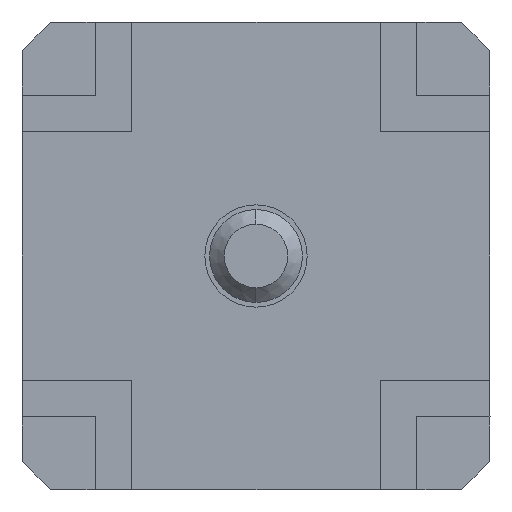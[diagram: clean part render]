
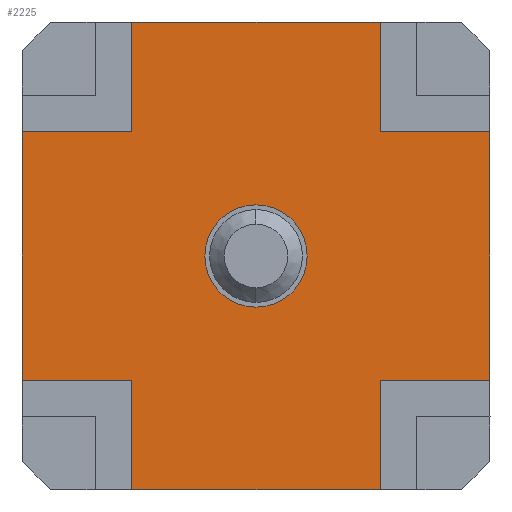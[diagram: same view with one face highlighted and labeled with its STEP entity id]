
A CAD part, front view. The second image highlights one B-rep face of the part: STEP entity #2225.
In plain terms, the highlighted planar face has unit normal (0, -1, 0).
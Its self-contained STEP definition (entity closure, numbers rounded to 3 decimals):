
#9 = VECTOR ( 'NONE', #2735, 1000. ) ;
#13 = CARTESIAN_POINT ( 'NONE',  ( 1.7, 0.5, -1.7 ) ) ;
#23 = EDGE_LOOP ( 'NONE', ( #1920, #1603, #3299, #1341, #2619, #2428, #1662, #1853, #1251, #808, #974, #1939 ) ) ;
#44 = CIRCLE ( 'NONE', #2791, 0.7 ) ;
#71 = PLANE ( 'NONE',  #454 ) ;
#81 = DIRECTION ( 'NONE',  ( 0., 0., 1. ) ) ;
#83 = EDGE_CURVE ( 'NONE', #3345, #637, #2726, .T. ) ;
#239 = VERTEX_POINT ( 'NONE', #3010 ) ;
#283 = CARTESIAN_POINT ( 'NONE',  ( -1.7, 0.5, -1.7 ) ) ;
#284 = VECTOR ( 'NONE', #939, 1000. ) ;
#307 = DIRECTION ( 'NONE',  ( 0., -1., 0. ) ) ;
#330 = CARTESIAN_POINT ( 'NONE',  ( -3.2, 0.5, 1.7 ) ) ;
#345 = CARTESIAN_POINT ( 'NONE',  ( 0., 0.5, 0. ) ) ;
#346 = CARTESIAN_POINT ( 'NONE',  ( -1.7, 0.5, 1.7 ) ) ;
#371 = EDGE_CURVE ( 'NONE', #1700, #3345, #2594, .T. ) ;
#383 = VECTOR ( 'NONE', #1886, 1000. ) ;
#425 = LINE ( 'NONE', #2944, #2412 ) ;
#436 = CARTESIAN_POINT ( 'NONE',  ( 1.7, 0.5, 1.7 ) ) ;
#454 = AXIS2_PLACEMENT_3D ( 'NONE', #2439, #1399, #580 ) ;
#477 = CARTESIAN_POINT ( 'NONE',  ( -1.7, 0.5, 3.2 ) ) ;
#512 = CARTESIAN_POINT ( 'NONE',  ( 1.7, 0.5, -1.7 ) ) ;
#554 = DIRECTION ( 'NONE',  ( -1., 0., 0. ) ) ;
#580 = DIRECTION ( 'NONE',  ( 0., 0., -1. ) ) ;
#581 = VERTEX_POINT ( 'NONE', #730 ) ;
#604 = CARTESIAN_POINT ( 'NONE',  ( -1.7, 0.5, -1.7 ) ) ;
#637 = VERTEX_POINT ( 'NONE', #13 ) ;
#706 = EDGE_CURVE ( 'NONE', #929, #581, #1513, .T. ) ;
#730 = CARTESIAN_POINT ( 'NONE',  ( 1.7, 0.5, 1.7 ) ) ;
#732 = VECTOR ( 'NONE', #1355, 1000. ) ;
#756 = VERTEX_POINT ( 'NONE', #845 ) ;
#764 = EDGE_LOOP ( 'NONE', ( #2848, #2191 ) ) ;
#782 = EDGE_CURVE ( 'NONE', #3327, #2251, #2437, .T. ) ;
#808 = ORIENTED_EDGE ( 'NONE', *, *, #1884, .T. ) ;
#821 = EDGE_CURVE ( 'NONE', #756, #2947, #44, .T. ) ;
#845 = CARTESIAN_POINT ( 'NONE',  ( 0., 0.5, 0.7 ) ) ;
#913 = FACE_BOUND ( 'NONE', #764, .T. ) ;
#929 = VERTEX_POINT ( 'NONE', #1149 ) ;
#939 = DIRECTION ( 'NONE',  ( 0., 0., 1. ) ) ;
#974 = ORIENTED_EDGE ( 'NONE', *, *, #371, .T. ) ;
#997 = LINE ( 'NONE', #2731, #1480 ) ;
#1066 = LINE ( 'NONE', #1324, #3279 ) ;
#1071 = VECTOR ( 'NONE', #1549, 1000. ) ;
#1107 = EDGE_CURVE ( 'NONE', #581, #2544, #1508, .T. ) ;
#1149 = CARTESIAN_POINT ( 'NONE',  ( 3.2, 0.5, 1.7 ) ) ;
#1184 = DIRECTION ( 'NONE',  ( 0., 0., -1. ) ) ;
#1238 = EDGE_CURVE ( 'NONE', #239, #3327, #2935, .T. ) ;
#1251 = ORIENTED_EDGE ( 'NONE', *, *, #1431, .T. ) ;
#1263 = DIRECTION ( 'NONE',  ( 1., 0., 0. ) ) ;
#1324 = CARTESIAN_POINT ( 'NONE',  ( 1.7, 0.5, 3.2 ) ) ;
#1338 = VERTEX_POINT ( 'NONE', #283 ) ;
#1341 = ORIENTED_EDGE ( 'NONE', *, *, #1107, .T. ) ;
#1355 = DIRECTION ( 'NONE',  ( -1., 0., 0. ) ) ;
#1365 = CARTESIAN_POINT ( 'NONE',  ( -1.7, 0.5, 1.7 ) ) ;
#1399 = DIRECTION ( 'NONE',  ( 0., -1., 0. ) ) ;
#1431 = EDGE_CURVE ( 'NONE', #2345, #1338, #1602, .T. ) ;
#1464 = CARTESIAN_POINT ( 'NONE',  ( -3.2, 0.5, -1.7 ) ) ;
#1472 = EDGE_CURVE ( 'NONE', #2947, #756, #2691, .T. ) ;
#1480 = VECTOR ( 'NONE', #1184, 1000. ) ;
#1508 = LINE ( 'NONE', #436, #284 ) ;
#1513 = LINE ( 'NONE', #3124, #3044 ) ;
#1528 = VECTOR ( 'NONE', #2500, 1000. ) ;
#1549 = DIRECTION ( 'NONE',  ( 0., 0., -1. ) ) ;
#1594 = CARTESIAN_POINT ( 'NONE',  ( -1.7, 0.5, -3.2 ) ) ;
#1602 = LINE ( 'NONE', #1464, #1528 ) ;
#1603 = ORIENTED_EDGE ( 'NONE', *, *, #1816, .T. ) ;
#1650 = DIRECTION ( 'NONE',  ( 0., 0., -1. ) ) ;
#1662 = ORIENTED_EDGE ( 'NONE', *, *, #782, .T. ) ;
#1663 = DIRECTION ( 'NONE',  ( 0., 0., -1. ) ) ;
#1674 = CARTESIAN_POINT ( 'NONE',  ( -3.2, 0.5, -1.7 ) ) ;
#1700 = VERTEX_POINT ( 'NONE', #1594 ) ;
#1708 = CARTESIAN_POINT ( 'NONE',  ( 3.2, 0.5, -1.7 ) ) ;
#1718 = DIRECTION ( 'NONE',  ( 0., -1., 0. ) ) ;
#1721 = LINE ( 'NONE', #604, #2600 ) ;
#1729 = CARTESIAN_POINT ( 'NONE',  ( 1.7, 0.5, 3.2 ) ) ;
#1816 = EDGE_CURVE ( 'NONE', #2864, #929, #425, .T. ) ;
#1853 = ORIENTED_EDGE ( 'NONE', *, *, #2329, .T. ) ;
#1884 = EDGE_CURVE ( 'NONE', #1338, #1700, #1721, .T. ) ;
#1886 = DIRECTION ( 'NONE',  ( 0., 0., 1. ) ) ;
#1920 = ORIENTED_EDGE ( 'NONE', *, *, #2425, .T. ) ;
#1939 = ORIENTED_EDGE ( 'NONE', *, *, #83, .T. ) ;
#1971 = CARTESIAN_POINT ( 'NONE',  ( 0., 0.5, 0. ) ) ;
#2081 = FACE_OUTER_BOUND ( 'NONE', #23, .T. ) ;
#2191 = ORIENTED_EDGE ( 'NONE', *, *, #821, .F. ) ;
#2225 = ADVANCED_FACE ( 'NONE', ( #913, #2081 ), #71, .T. ) ;
#2251 = VERTEX_POINT ( 'NONE', #330 ) ;
#2329 = EDGE_CURVE ( 'NONE', #2251, #2345, #997, .T. ) ;
#2345 = VERTEX_POINT ( 'NONE', #1674 ) ;
#2368 = LINE ( 'NONE', #512, #3127 ) ;
#2394 = DIRECTION ( 'NONE',  ( -1., 0., 0. ) ) ;
#2412 = VECTOR ( 'NONE', #81, 1000. ) ;
#2425 = EDGE_CURVE ( 'NONE', #637, #2864, #2368, .T. ) ;
#2428 = ORIENTED_EDGE ( 'NONE', *, *, #1238, .T. ) ;
#2437 = LINE ( 'NONE', #1365, #732 ) ;
#2439 = CARTESIAN_POINT ( 'NONE',  ( 0., 0.5, 0. ) ) ;
#2479 = CARTESIAN_POINT ( 'NONE',  ( -1.7, 0.5, -3.2 ) ) ;
#2489 = DIRECTION ( 'NONE',  ( 0., 0., -1. ) ) ;
#2500 = DIRECTION ( 'NONE',  ( 1., 0., 0. ) ) ;
#2543 = EDGE_CURVE ( 'NONE', #2544, #239, #1066, .T. ) ;
#2544 = VERTEX_POINT ( 'NONE', #1729 ) ;
#2594 = LINE ( 'NONE', #2479, #9 ) ;
#2600 = VECTOR ( 'NONE', #1663, 1000. ) ;
#2619 = ORIENTED_EDGE ( 'NONE', *, *, #2543, .T. ) ;
#2661 = CARTESIAN_POINT ( 'NONE',  ( 1.7, 0.5, -3.2 ) ) ;
#2691 = CIRCLE ( 'NONE', #3178, 0.7 ) ;
#2726 = LINE ( 'NONE', #2661, #383 ) ;
#2731 = CARTESIAN_POINT ( 'NONE',  ( -3.2, 0.5, 1.7 ) ) ;
#2735 = DIRECTION ( 'NONE',  ( 1., 0., 0. ) ) ;
#2791 = AXIS2_PLACEMENT_3D ( 'NONE', #345, #307, #1650 ) ;
#2848 = ORIENTED_EDGE ( 'NONE', *, *, #1472, .F. ) ;
#2864 = VERTEX_POINT ( 'NONE', #1708 ) ;
#2935 = LINE ( 'NONE', #477, #1071 ) ;
#2944 = CARTESIAN_POINT ( 'NONE',  ( 3.2, 0.5, -1.7 ) ) ;
#2945 = CARTESIAN_POINT ( 'NONE',  ( 1.7, 0.5, -3.2 ) ) ;
#2947 = VERTEX_POINT ( 'NONE', #3237 ) ;
#3010 = CARTESIAN_POINT ( 'NONE',  ( -1.7, 0.5, 3.2 ) ) ;
#3044 = VECTOR ( 'NONE', #554, 1000. ) ;
#3124 = CARTESIAN_POINT ( 'NONE',  ( 3.2, 0.5, 1.7 ) ) ;
#3127 = VECTOR ( 'NONE', #1263, 1000. ) ;
#3178 = AXIS2_PLACEMENT_3D ( 'NONE', #1971, #1718, #2489 ) ;
#3237 = CARTESIAN_POINT ( 'NONE',  ( 0., 0.5, -0.7 ) ) ;
#3279 = VECTOR ( 'NONE', #2394, 1000. ) ;
#3299 = ORIENTED_EDGE ( 'NONE', *, *, #706, .T. ) ;
#3327 = VERTEX_POINT ( 'NONE', #346 ) ;
#3345 = VERTEX_POINT ( 'NONE', #2945 ) ;
